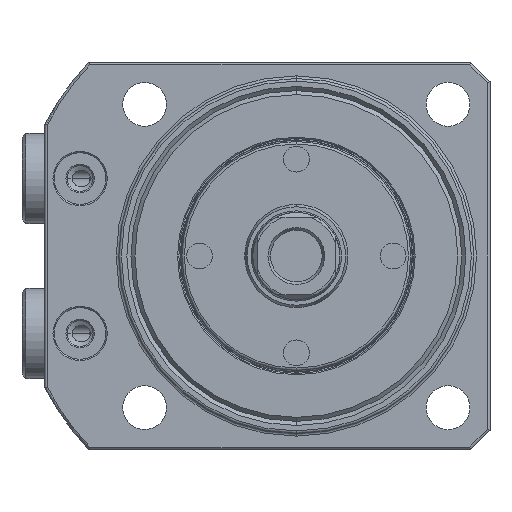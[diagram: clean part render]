
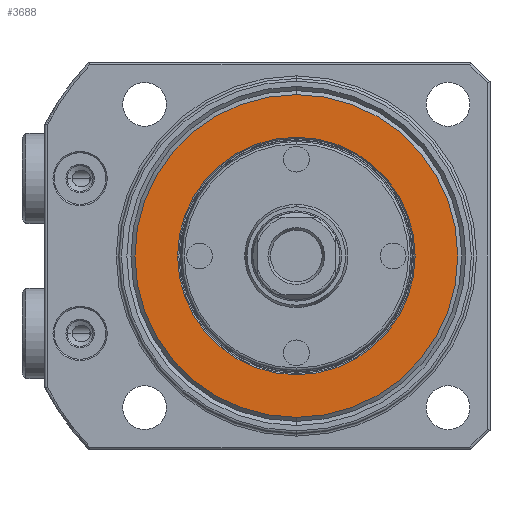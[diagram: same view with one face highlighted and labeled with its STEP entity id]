
A CAD part, front view. The second image highlights one B-rep face of the part: STEP entity #3688.
In plain terms, the highlighted face is planar.
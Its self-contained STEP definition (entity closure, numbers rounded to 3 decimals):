
#293 = DIRECTION ( 'NONE',  ( -1., 0., 0. ) ) ;
#294 = DIRECTION ( 'NONE',  ( 0., 0., 1. ) ) ;
#331 = CARTESIAN_POINT ( 'NONE',  ( 89., 0., 0. ) ) ;
#338 = DIRECTION ( 'NONE',  ( -1., 0., 0. ) ) ;
#339 = DIRECTION ( 'NONE',  ( 0., 0., 1. ) ) ;
#1992 = CARTESIAN_POINT ( 'NONE',  ( 89., 0., 0. ) ) ;
#1996 = DIRECTION ( 'NONE',  ( -1., 0., 0. ) ) ;
#1997 = DIRECTION ( 'NONE',  ( 0., 0., 1. ) ) ;
#1998 = CARTESIAN_POINT ( 'NONE',  ( 89., 0., 0. ) ) ;
#1999 = DIRECTION ( 'NONE',  ( -1., 0., 0. ) ) ;
#2000 = DIRECTION ( 'NONE',  ( 0., 0., 1. ) ) ;
#2262 = ORIENTED_EDGE ( 'NONE', *, *, #8829, .T. ) ;
#2263 = ORIENTED_EDGE ( 'NONE', *, *, #3862, .T. ) ;
#2264 = ORIENTED_EDGE ( 'NONE', *, *, #3861, .F. ) ;
#2266 = ORIENTED_EDGE ( 'NONE', *, *, #8844, .F. ) ;
#2400 = EDGE_LOOP ( 'NONE', ( #2262, #2263 ) ) ;
#2401 = EDGE_LOOP ( 'NONE', ( #2266, #2264 ) ) ;
#3179 = AXIS2_PLACEMENT_3D ( 'NONE', #331, #338, #339 ) ;
#3196 = AXIS2_PLACEMENT_3D ( 'NONE', #6220, #293, #294 ) ;
#3507 = VERTEX_POINT ( 'NONE', #5214 ) ;
#3508 = VERTEX_POINT ( 'NONE', #5215 ) ;
#3519 = VERTEX_POINT ( 'NONE', #5226 ) ;
#3520 = VERTEX_POINT ( 'NONE', #5227 ) ;
#3688 = ADVANCED_FACE ( 'NONE', ( #6741, #6760 ), #7096, .T. ) ;
#3861 = EDGE_CURVE ( 'NONE', #3507, #3508, #8418, .T. ) ;
#3862 = EDGE_CURVE ( 'NONE', #3520, #3519, #8419, .T. ) ;
#5214 = CARTESIAN_POINT ( 'NONE',  ( 89., 0., -25. ) ) ;
#5215 = CARTESIAN_POINT ( 'NONE',  ( 89., 0., 25. ) ) ;
#5226 = CARTESIAN_POINT ( 'NONE',  ( 89., 0., -18.4 ) ) ;
#5227 = CARTESIAN_POINT ( 'NONE',  ( 89., 0., 18.4 ) ) ;
#6220 = CARTESIAN_POINT ( 'NONE',  ( 89., 0., 0. ) ) ;
#6421 = AXIS2_PLACEMENT_3D ( 'NONE', #1998, #1999, #2000 ) ;
#6427 = AXIS2_PLACEMENT_3D ( 'NONE', #1992, #1996, #1997 ) ;
#6728 = AXIS2_PLACEMENT_3D ( 'NONE', #7097, #7098, #7099 ) ;
#6741 = FACE_OUTER_BOUND ( 'NONE', #2401, .T. ) ;
#6760 = FACE_BOUND ( 'NONE', #2400, .T. ) ;
#7096 = PLANE ( 'NONE',  #6728 ) ;
#7097 = CARTESIAN_POINT ( 'NONE',  ( 89., 0., 0. ) ) ;
#7098 = DIRECTION ( 'NONE',  ( 1., 0., 0. ) ) ;
#7099 = DIRECTION ( 'NONE',  ( 0., 0., -1. ) ) ;
#8336 = CIRCLE ( 'NONE', #3179, 25. ) ;
#8343 = CIRCLE ( 'NONE', #3196, 18.4 ) ;
#8418 = CIRCLE ( 'NONE', #6427, 25. ) ;
#8419 = CIRCLE ( 'NONE', #6421, 18.4 ) ;
#8829 = EDGE_CURVE ( 'NONE', #3519, #3520, #8343, .T. ) ;
#8844 = EDGE_CURVE ( 'NONE', #3508, #3507, #8336, .T. ) ;
